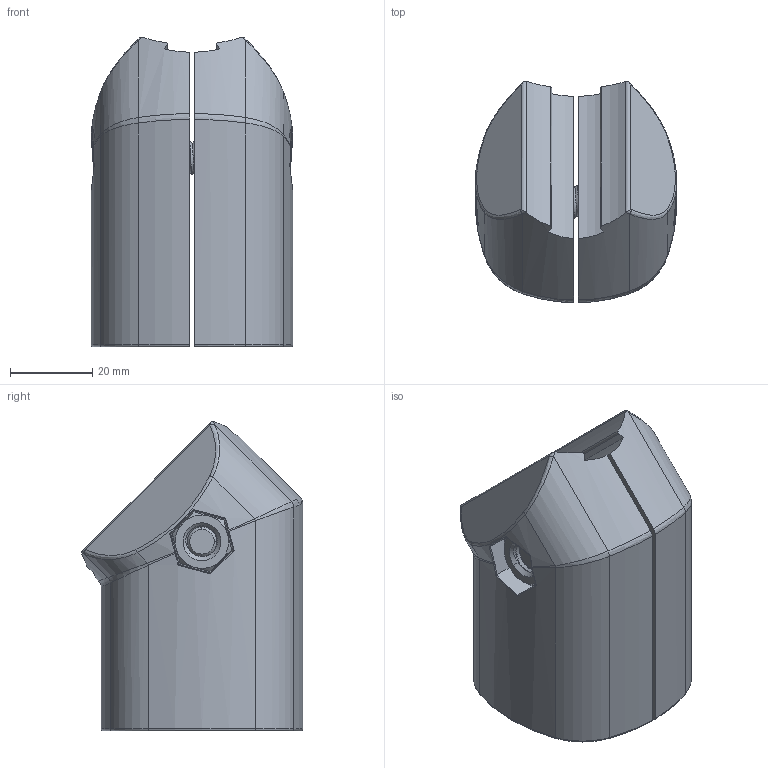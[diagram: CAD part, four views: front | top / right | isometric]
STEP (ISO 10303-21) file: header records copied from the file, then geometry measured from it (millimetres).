
FILE_DESCRIPTION (( 'STEP AP214' ), '1' );
FILE_NAME ('B410 Ñîåäèíèòåëü òðóáíûõ ïðîôèëåé ïîä óãëîì 45 ãð.,.STEP', '2024-01-19T11:48:55', ( '' ), ( '' ), 'SwSTEP 2.0', 'SolidWorks 2022', '' );
FILE_SCHEMA (( 'AUTOMOTIVE_DESIGN' ));
Length unit declared in the file: millimetre
Products named in the file (1): B410 Соединитель трубных профилей под углом 45 гр.,
Bounding box: 49 x 53.84 x 75.34 mm (x, y, z)
Volume: 62071.3 mm3; surface area: 29012.8 mm2
Topology: 4 solids, 4 shells, 383 faces, 1013 edges, 644 vertices
Faces by surface type: cylinder 155, plane 98, bspline 87, cone 33, torus 10
Entity records: 25359 total; most frequent: CARTESIAN_POINT 12713, ORIENTED_EDGE 2026, DIRECTION 1333, EDGE_CURVE 1013, VERTEX_POINT 644, AXIS2_PLACEMENT_3D 487, B_SPLINE_CURVE_WITH_KNOTS 455, EDGE_LOOP 395
